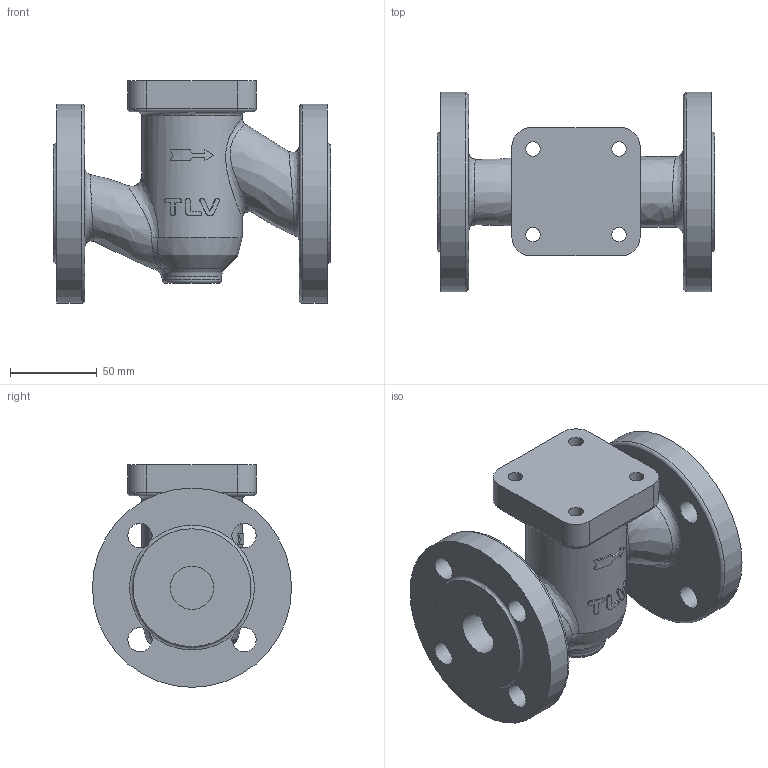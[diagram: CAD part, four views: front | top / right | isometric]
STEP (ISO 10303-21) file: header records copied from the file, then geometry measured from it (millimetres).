
FILE_DESCRIPTION(/* description */ (''),/* implementation_level */ '2;1');
FILE_NAME(/* name */ 'rct16-025-e0025-00.stp',/* time_stamp */ '2018-11-13T07:21:26+09:00',/* author */ ('nakaot'),/* organization */ (''),/* preprocessor_version */ 'ST-DEVELOPER v15.6',/* originating_system */ 'Autodesk Inventor 2015',/* authorisation */ '');
FILE_SCHEMA (('CONFIG_CONTROL_DESIGN'));
Length unit declared in the file: millimetre
Products named in the file (1): rct16-025-e0025-00
Bounding box: 160 x 115 x 128.5 mm (x, y, z)
Volume: 739799 mm3; surface area: 96055 mm2
Topology: 1 solids, 1 shells, 105 faces, 292 edges, 189 vertices
Faces by surface type: plane 31, cylinder 30, bspline 30, torus 11, sphere 2, cone 1
Full cylindrical faces by diameter (mm): 8.376 x4, 14 x8, 25 x2, 34 x1, 58 x1, 115 x2
Entity records: 4887 total; most frequent: CARTESIAN_POINT 2505, ORIENTED_EDGE 494, DIRECTION 429, EDGE_CURVE 247, AXIS2_PLACEMENT_3D 181, VERTEX_POINT 170, EDGE_LOOP 155, FACE_OUTER_BOUND 105
